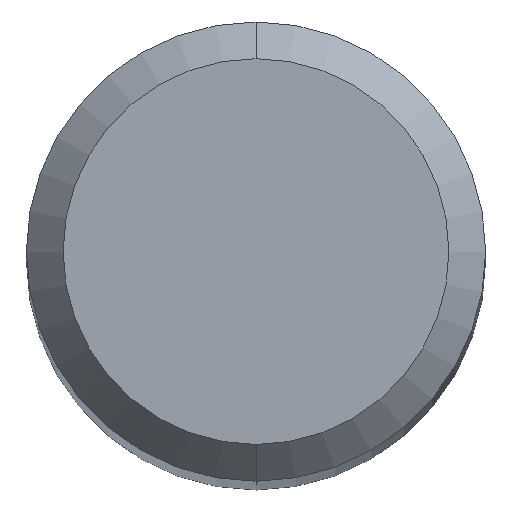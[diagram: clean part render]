
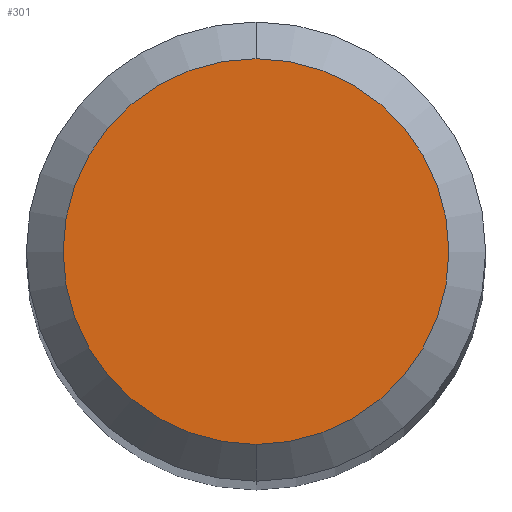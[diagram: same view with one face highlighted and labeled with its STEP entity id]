
A CAD part, top view. The second image highlights one B-rep face of the part: STEP entity #301.
In plain terms, the highlighted planar face has unit normal (0, 0, 1).
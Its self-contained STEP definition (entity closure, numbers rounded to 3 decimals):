
#263=VERTEX_POINT('',#578);
#301=ADVANCED_FACE('',(#620),#621,.T.);
#325=EDGE_CURVE('',#263,#343,#650,.T.);
#343=VERTEX_POINT('',#669);
#421=EDGE_CURVE('',#343,#263,#755,.T.);
#578=CARTESIAN_POINT('',(0.,-2.1,0.0));
#620=FACE_OUTER_BOUND('',#1051,.T.);
#621=PLANE('',#1052);
#650=CIRCLE('',#1097,2.1);
#669=CARTESIAN_POINT('',(0.0,2.1,0.0));
#755=CIRCLE('',#1290,2.1);
#1051=EDGE_LOOP('',(#1588,#1589));
#1052=AXIS2_PLACEMENT_3D('',#1590,#1591,#1592);
#1097=AXIS2_PLACEMENT_3D('',#1654,#1655,#1656);
#1290=AXIS2_PLACEMENT_3D('',#1768,#1769,#1770);
#1588=ORIENTED_EDGE('',*,*,#421,.F.);
#1589=ORIENTED_EDGE('',*,*,#325,.F.);
#1590=CARTESIAN_POINT('',(0.0,1.05,0.0));
#1591=DIRECTION('',(-0.0,0.0,1.0));
#1592=DIRECTION('',(0.0,-1.0,0.0));
#1654=CARTESIAN_POINT('',(0.0,0.0,0.0));
#1655=DIRECTION('',(0.0,0.0,-1.0));
#1656=DIRECTION('',(0.0,1.0,0.0));
#1768=CARTESIAN_POINT('',(0.0,0.0,0.0));
#1769=DIRECTION('',(0.0,0.0,-1.0));
#1770=DIRECTION('',(0.0,1.0,0.0));
